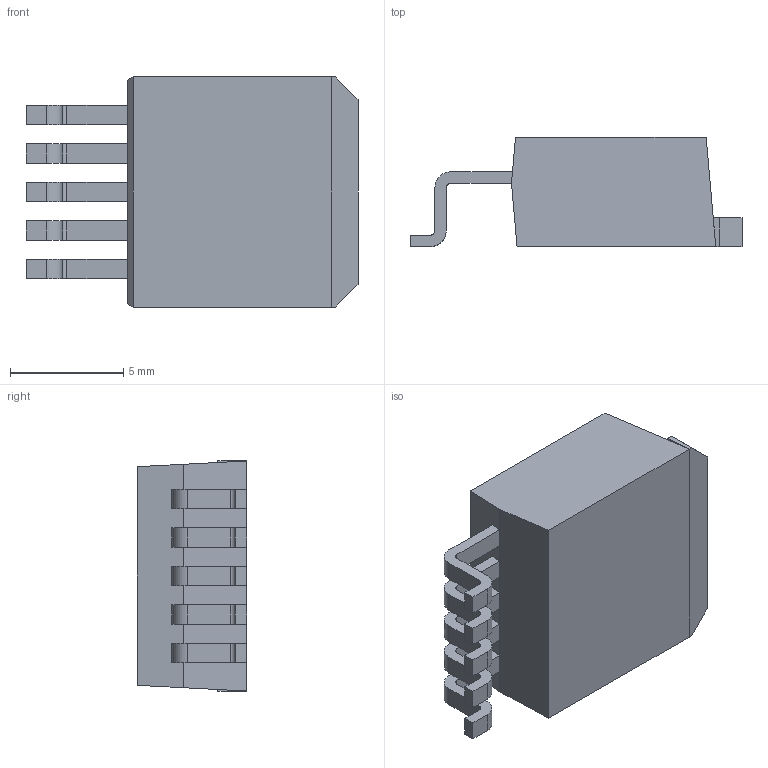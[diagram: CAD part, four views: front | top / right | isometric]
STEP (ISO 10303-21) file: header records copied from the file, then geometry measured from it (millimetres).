
FILE_DESCRIPTION (( 'STEP AP214' ), '1' );
FILE_NAME ('XL4015.STEP', '2023-01-24T10:29:30', ( '' ), ( '' ), 'SwSTEP 2.0', 'SolidWorks 2021', '' );
FILE_SCHEMA (( 'AUTOMOTIVE_DESIGN' ));
Length unit declared in the file: millimetre
Products named in the file (2): XL4015
Assembly tree (1 placements, depth 2):
  XL4015
    XL4015
Bounding box: 14.66 x 4.83 x 10.16 mm (x, y, z)
Volume: 445.7 mm3; surface area: 499.5 mm2
Topology: 7 solids, 7 shells, 85 faces, 213 edges, 142 vertices
Faces by surface type: plane 65, cylinder 20
Entity records: 2647 total; most frequent: CARTESIAN_POINT 444, DIRECTION 431, ORIENTED_EDGE 426, EDGE_CURVE 213, VECTOR 173, LINE 173, VERTEX_POINT 142, AXIS2_PLACEMENT_3D 129
